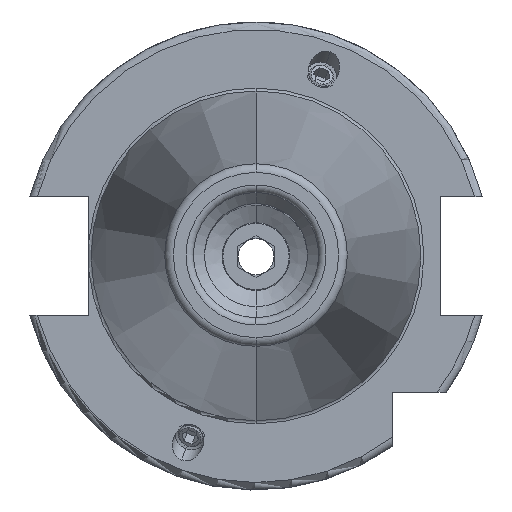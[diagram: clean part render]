
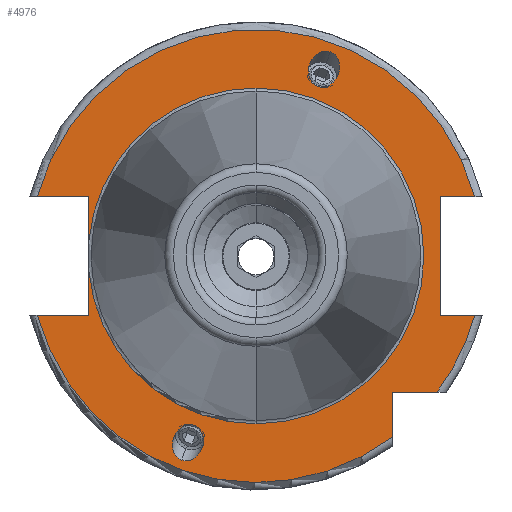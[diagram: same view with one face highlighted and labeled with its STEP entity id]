
A CAD part, top view. The second image highlights one B-rep face of the part: STEP entity #4976.
In plain terms, the highlighted planar face has unit normal (0, 0, 1).
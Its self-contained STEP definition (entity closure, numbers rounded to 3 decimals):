
#963=CARTESIAN_POINT('',(0,0,15.9));
#964=DIRECTION('',(0,0,1));
#965=DIRECTION('',(0.965,0.262,0));
#966=AXIS2_PLACEMENT_3D('',#963,#964,#965);
#1014=CARTESIAN_POINT('',(0,0,15.9));
#1015=DIRECTION('',(0,0,1));
#1016=DIRECTION('',(-0.965,-0.262,0));
#1017=AXIS2_PLACEMENT_3D('',#1014,#1015,#1016);
#1030=DIRECTION('',(1,0,0));
#1031=VECTOR('',#1030,7.004);
#1032=CARTESIAN_POINT('',(-29.704,-8.05,15.9));
#1033=LINE('',#1032,#1031);
#1034=DIRECTION('',(0,1,0));
#1035=VECTOR('',#1034,5.917);
#1036=CARTESIAN_POINT('',(-22.7,-8.05,15.9));
#1037=LINE('',#1036,#1035);
#1038=DIRECTION('',(0,1,0));
#1039=VECTOR('',#1038,5.917);
#1040=CARTESIAN_POINT('',(-22.7,2.133,15.9));
#1041=LINE('',#1040,#1039);
#1042=DIRECTION('',(1,0,0));
#1043=VECTOR('',#1042,7.004);
#1044=CARTESIAN_POINT('',(-29.704,8.05,15.9));
#1045=LINE('',#1044,#1043);
#1046=DIRECTION('',(-1,0,0));
#1047=VECTOR('',#1046,4.704);
#1048=CARTESIAN_POINT('',(29.704,8.05,15.9));
#1049=LINE('',#1048,#1047);
#1050=DIRECTION('',(0,-1,0));
#1051=VECTOR('',#1050,16.1);
#1052=CARTESIAN_POINT('',(25,8.05,15.9));
#1053=LINE('',#1052,#1051);
#1054=DIRECTION('',(-1,0,0));
#1055=VECTOR('',#1054,4.704);
#1056=CARTESIAN_POINT('',(29.704,-8.05,15.9));
#1057=LINE('',#1056,#1055);
#1058=CARTESIAN_POINT('',(0,0,15.9));
#1059=DIRECTION('',(0,0,1));
#1060=DIRECTION('',(0.799,-0.601,0));
#1061=AXIS2_PLACEMENT_3D('',#1058,#1059,#1060);
#1063=DIRECTION('',(-1,0,0));
#1064=VECTOR('',#1063,6.094);
#1065=CARTESIAN_POINT('',(24.594,-18.5,15.9));
#1066=LINE('',#1065,#1064);
#1067=DIRECTION('',(0,1,0));
#1068=VECTOR('',#1067,6.094);
#1069=CARTESIAN_POINT('',(18.5,-24.594,15.9));
#1070=LINE('',#1069,#1068);
#1071=CARTESIAN_POINT('',(10.09,27.723,15.9));
#1072=CARTESIAN_POINT('',(9.863,27.806,15.9));
#1073=CARTESIAN_POINT('',(9.337,27.884,15.9));
#1074=CARTESIAN_POINT('',(8.455,27.594,15.9));
#1075=CARTESIAN_POINT('',(7.834,27.033,15.9));
#1076=CARTESIAN_POINT('',(7.483,26.49,15.9));
#1077=CARTESIAN_POINT('',(7.298,26.077,15.9));
#1078=CARTESIAN_POINT('',(7.174,25.641,15.9));
#1079=CARTESIAN_POINT('',(7.094,25.,15.9));
#1080=CARTESIAN_POINT('',(7.208,24.17,15.9));
#1081=CARTESIAN_POINT('',(7.698,23.381,15.9));
#1082=CARTESIAN_POINT('',(8.152,23.103,15.9));
#1083=CARTESIAN_POINT('',(8.379,23.02,15.9));
#1085=CARTESIAN_POINT('',(8.379,23.02,15.9));
#1086=CARTESIAN_POINT('',(8.606,22.937,15.9));
#1087=CARTESIAN_POINT('',(9.133,22.859,15.9));
#1088=CARTESIAN_POINT('',(10.014,23.149,15.9));
#1089=CARTESIAN_POINT('',(10.635,23.711,15.9));
#1090=CARTESIAN_POINT('',(10.986,24.253,15.9));
#1091=CARTESIAN_POINT('',(11.171,24.667,15.9));
#1092=CARTESIAN_POINT('',(11.295,25.103,15.9));
#1093=CARTESIAN_POINT('',(11.375,25.744,15.9));
#1094=CARTESIAN_POINT('',(11.261,26.573,15.9));
#1095=CARTESIAN_POINT('',(10.771,27.362,15.9));
#1096=CARTESIAN_POINT('',(10.318,27.641,15.9));
#1097=CARTESIAN_POINT('',(10.09,27.723,15.9));
#1099=CARTESIAN_POINT('',(-10.09,-27.723,15.9));
#1100=CARTESIAN_POINT('',(-10.318,-27.641,15.9));
#1101=CARTESIAN_POINT('',(-10.771,-27.362,15.9));
#1102=CARTESIAN_POINT('',(-11.261,-26.573,15.9));
#1103=CARTESIAN_POINT('',(-11.375,-25.744,15.9));
#1104=CARTESIAN_POINT('',(-11.295,-25.103,15.9));
#1105=CARTESIAN_POINT('',(-11.171,-24.667,15.9));
#1106=CARTESIAN_POINT('',(-10.986,-24.253,15.9));
#1107=CARTESIAN_POINT('',(-10.635,-23.711,15.9));
#1108=CARTESIAN_POINT('',(-10.014,-23.149,15.9));
#1109=CARTESIAN_POINT('',(-9.133,-22.859,15.9));
#1110=CARTESIAN_POINT('',(-8.606,-22.937,15.9));
#1111=CARTESIAN_POINT('',(-8.379,-23.02,15.9));
#1113=CARTESIAN_POINT('',(-8.379,-23.02,15.9));
#1114=CARTESIAN_POINT('',(-8.152,-23.103,15.9));
#1115=CARTESIAN_POINT('',(-7.698,-23.381,15.9));
#1116=CARTESIAN_POINT('',(-7.208,-24.17,15.9));
#1117=CARTESIAN_POINT('',(-7.094,-25.,15.9));
#1118=CARTESIAN_POINT('',(-7.174,-25.641,15.9));
#1119=CARTESIAN_POINT('',(-7.298,-26.077,15.9));
#1120=CARTESIAN_POINT('',(-7.483,-26.49,15.9));
#1121=CARTESIAN_POINT('',(-7.834,-27.033,15.9));
#1122=CARTESIAN_POINT('',(-8.455,-27.594,15.9));
#1123=CARTESIAN_POINT('',(-9.337,-27.884,15.9));
#1124=CARTESIAN_POINT('',(-9.863,-27.806,15.9));
#1125=CARTESIAN_POINT('',(-10.09,-27.723,15.9));
#1137=CARTESIAN_POINT('',(0,0,15.9));
#1138=DIRECTION('',(0,0,1));
#1139=DIRECTION('',(0,1,0));
#1140=AXIS2_PLACEMENT_3D('',#1137,#1138,#1139);
#1152=CARTESIAN_POINT('',(0,0,15.9));
#1153=DIRECTION('',(0,0,1));
#1154=DIRECTION('',(-0.996,-0.094,0));
#1155=AXIS2_PLACEMENT_3D('',#1152,#1153,#1154);
#1157=CARTESIAN_POINT('',(0,0,15.9));
#1158=DIRECTION('',(0,0,-1));
#1159=DIRECTION('',(0,1,0));
#1160=AXIS2_PLACEMENT_3D('',#1157,#1158,#1159);
#3440=CARTESIAN_POINT('',(0,22.8,15.9));
#3442=VERTEX_POINT('',#3440);
#3462=CARTESIAN_POINT('',(0,-22.8,15.9));
#3464=VERTEX_POINT('',#3462);
#3610=CARTESIAN_POINT('',(-29.704,-8.05,15.9));
#3611=CARTESIAN_POINT('',(-22.7,-8.05,15.9));
#3612=VERTEX_POINT('',#3610);
#3613=VERTEX_POINT('',#3611);
#3614=CARTESIAN_POINT('',(-22.7,-2.133,15.9));
#3615=VERTEX_POINT('',#3614);
#3616=CARTESIAN_POINT('',(-22.7,2.133,15.9));
#3617=CARTESIAN_POINT('',(-22.7,8.05,15.9));
#3618=VERTEX_POINT('',#3616);
#3619=VERTEX_POINT('',#3617);
#3620=CARTESIAN_POINT('',(-29.704,8.05,15.9));
#3621=VERTEX_POINT('',#3620);
#3622=CARTESIAN_POINT('',(25,8.05,15.9));
#3623=CARTESIAN_POINT('',(25,-8.05,15.9));
#3624=VERTEX_POINT('',#3622);
#3625=VERTEX_POINT('',#3623);
#3626=CARTESIAN_POINT('',(29.704,-8.05,15.9));
#3627=VERTEX_POINT('',#3626);
#3628=CARTESIAN_POINT('',(29.704,8.05,15.9));
#3629=VERTEX_POINT('',#3628);
#3630=CARTESIAN_POINT('',(18.5,-24.594,15.9));
#3631=CARTESIAN_POINT('',(18.5,-18.5,15.9));
#3632=VERTEX_POINT('',#3630);
#3633=VERTEX_POINT('',#3631);
#3634=CARTESIAN_POINT('',(24.594,-18.5,15.9));
#3635=VERTEX_POINT('',#3634);
#3724=VERTEX_POINT('',#1071);
#3725=VERTEX_POINT('',#1083);
#3781=CARTESIAN_POINT('',(-10.09,-27.723,15.9));
#3783=VERTEX_POINT('',#3781);
#3788=CARTESIAN_POINT('',(-8.379,-23.02,15.9));
#3789=VERTEX_POINT('',#3788);
#4937=CARTESIAN_POINT('',(0,0,15.9));
#4938=DIRECTION('',(0,0,-1));
#4939=DIRECTION('',(0,-1,0));
#4940=AXIS2_PLACEMENT_3D('',#4937,#4938,#4939);
#4941=PLANE('',#4940);
#4942=ORIENTED_EDGE('',*,*,#4224,.T.);
#4943=ORIENTED_EDGE('',*,*,#4262,.T.);
#4945=ORIENTED_EDGE('',*,*,#4944,.T.);
#4947=ORIENTED_EDGE('',*,*,#4946,.F.);
#4949=ORIENTED_EDGE('',*,*,#4948,.T.);
#4950=ORIENTED_EDGE('',*,*,#4258,.T.);
#4951=ORIENTED_EDGE('',*,*,#4295,.F.);
#4952=ORIENTED_EDGE('',*,*,#4915,.F.);
#4954=ORIENTED_EDGE('',*,*,#4953,.T.);
#4956=ORIENTED_EDGE('',*,*,#4955,.T.);
#4957=ORIENTED_EDGE('',*,*,#4174,.F.);
#4958=ORIENTED_EDGE('',*,*,#4905,.F.);
#4959=ORIENTED_EDGE('',*,*,#4348,.T.);
#4960=ORIENTED_EDGE('',*,*,#4399,.F.);
#4961=ORIENTED_EDGE('',*,*,#4931,.F.);
#4962=EDGE_LOOP('',(#4942,#4943,#4945,#4947,#4949,#4950,#4951,#4952,#4954,#4956,
#4957,#4958,#4959,#4960,#4961));
#4963=FACE_OUTER_BOUND('',#4962,.F.);
#4965=ORIENTED_EDGE('',*,*,#4964,.T.);
#4967=ORIENTED_EDGE('',*,*,#4966,.T.);
#4968=EDGE_LOOP('',(#4965,#4967));
#4969=FACE_BOUND('',#4968,.F.);
#4971=ORIENTED_EDGE('',*,*,#4970,.F.);
#4973=ORIENTED_EDGE('',*,*,#4972,.F.);
#4974=EDGE_LOOP('',(#4971,#4973));
#4975=FACE_BOUND('',#4974,.F.);
#4976=ADVANCED_FACE('',(#4963,#4969,#4975),#4941,.F.);
#967=CIRCLE('',#966,30.775);
#1018=CIRCLE('',#1017,30.775);
#1062=CIRCLE('',#1061,30.775);
#1084=B_SPLINE_CURVE_WITH_KNOTS('',3,(#1071,#1072,#1073,#1074,#1075,#1076,#1077,
#1078,#1079,#1080,#1081,#1082,#1083),.UNSPECIFIED.,.F.,.F.,(4,1,1,1,1,1,1,1,1,1,
4),(0,0.125,0.25,0.375,0.438,0.5,0.563,0.625,0.75,0.875,
1.0),.UNSPECIFIED.);
#1098=B_SPLINE_CURVE_WITH_KNOTS('',3,(#1085,#1086,#1087,#1088,#1089,#1090,#1091,
#1092,#1093,#1094,#1095,#1096,#1097),.UNSPECIFIED.,.F.,.F.,(4,1,1,1,1,1,1,1,1,1,
4),(0,0.125,0.25,0.375,0.438,0.5,0.563,0.625,0.75,0.875,
1.0),.UNSPECIFIED.);
#1112=B_SPLINE_CURVE_WITH_KNOTS('',3,(#1099,#1100,#1101,#1102,#1103,#1104,#1105,
#1106,#1107,#1108,#1109,#1110,#1111),.UNSPECIFIED.,.F.,.F.,(4,1,1,1,1,1,1,1,1,1,
4),(0,0.125,0.25,0.375,0.438,0.5,0.563,0.625,0.75,0.875,
1.0),.UNSPECIFIED.);
#1126=B_SPLINE_CURVE_WITH_KNOTS('',3,(#1113,#1114,#1115,#1116,#1117,#1118,#1119,
#1120,#1121,#1122,#1123,#1124,#1125),.UNSPECIFIED.,.F.,.F.,(4,1,1,1,1,1,1,1,1,1,
4),(0,0.125,0.25,0.375,0.438,0.5,0.563,0.625,0.75,0.875,
1.0),.UNSPECIFIED.);
#1141=CIRCLE('',#1140,22.8);
#1156=CIRCLE('',#1155,22.8);
#1161=CIRCLE('',#1160,22.8);
#4174=EDGE_CURVE('',#3627,#3625,#1057,.T.);
#4224=EDGE_CURVE('',#3612,#3613,#1033,.T.);
#4258=EDGE_CURVE('',#3618,#3619,#1041,.T.);
#4262=EDGE_CURVE('',#3613,#3615,#1037,.T.);
#4295=EDGE_CURVE('',#3621,#3619,#1045,.T.);
#4348=EDGE_CURVE('',#3635,#3633,#1066,.T.);
#4399=EDGE_CURVE('',#3632,#3633,#1070,.T.);
#4905=EDGE_CURVE('',#3635,#3627,#1062,.T.);
#4915=EDGE_CURVE('',#3629,#3621,#967,.T.);
#4931=EDGE_CURVE('',#3612,#3632,#1018,.T.);
#4944=EDGE_CURVE('',#3615,#3464,#1156,.T.);
#4946=EDGE_CURVE('',#3442,#3464,#1161,.T.);
#4948=EDGE_CURVE('',#3442,#3618,#1141,.T.);
#4953=EDGE_CURVE('',#3629,#3624,#1049,.T.);
#4955=EDGE_CURVE('',#3624,#3625,#1053,.T.);
#4964=EDGE_CURVE('',#3724,#3725,#1084,.T.);
#4966=EDGE_CURVE('',#3725,#3724,#1098,.T.);
#4970=EDGE_CURVE('',#3783,#3789,#1112,.T.);
#4972=EDGE_CURVE('',#3789,#3783,#1126,.T.);
